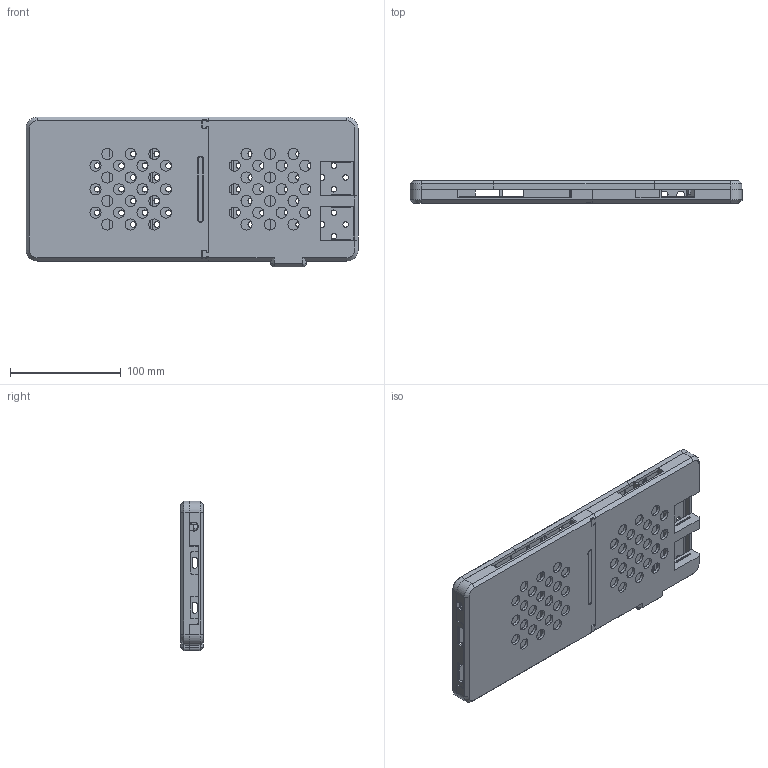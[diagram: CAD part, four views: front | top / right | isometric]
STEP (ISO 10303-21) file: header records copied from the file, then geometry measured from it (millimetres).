
FILE_DESCRIPTION((''),'2;1');
FILE_NAME('FW_PCB_BOX_R_CUT_UPDATE_ASM','2022-09-14T12:48:43',('asus'),(''),'CREO PARAMETRIC BY PTC INC, 2022014','CREO PARAMETRIC BY PTC INC, 2022014','');
FILE_SCHEMA(('CONFIG_CONTROL_DESIGN'));
Length unit declared in the file: millimetre
Products named in the file (10): 9_FW_TOP_COVER_MAIN_1; 9_FW_TOP_COVER_RIGHT_3; 9_FW_TOP_COVER_LEFT_1; 8_FW_TOP_ASM_ASM_1_ASM; 9_FW_BOT_COVER_L_1; 9_FW_BOT_COVER_R_1; 8_FW_BOTTOM_ASM_ASM_1_ASM; CONNECT_PIN_1; 7_ME_ASM_ASM_1_ASM; FW_PCB_BOX_R_CUT_UPDATE_ASM
Assembly tree (18 placements, depth 4):
  FW_PCB_BOX_R_CUT_UPDATE_ASM
    7_ME_ASM_ASM_1_ASM
      8_FW_TOP_ASM_ASM_1_ASM
        9_FW_TOP_COVER_MAIN_1
        9_FW_TOP_COVER_RIGHT_3
        9_FW_TOP_COVER_LEFT_1
      8_FW_BOTTOM_ASM_ASM_1_ASM
        9_FW_BOT_COVER_L_1
        9_FW_BOT_COVER_R_1
      CONNECT_PIN_1  x10
Bounding box: 299.63 x 20.5 x 134.83 mm (x, y, z)
Volume: 230665.7 mm3; surface area: 196680.4 mm2
Topology: 15 solids, 15 shells, 1855 faces, 5329 edges, 3514 vertices
Faces by surface type: plane 976, cylinder 722, cone 151, torus 6
Entity records: 53593 total; most frequent: CARTESIAN_POINT 9477, DIRECTION 9327, ORIENTED_EDGE 9052, EDGE_CURVE 4526, AXIS2_PLACEMENT_3D 3207, VERTEX_POINT 2974, VECTOR 2913, LINE 2913
